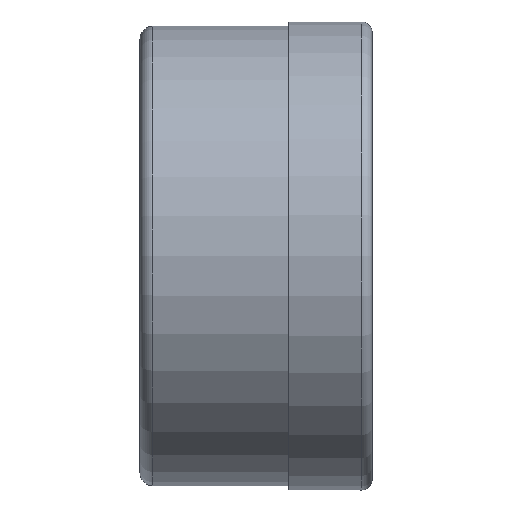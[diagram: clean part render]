
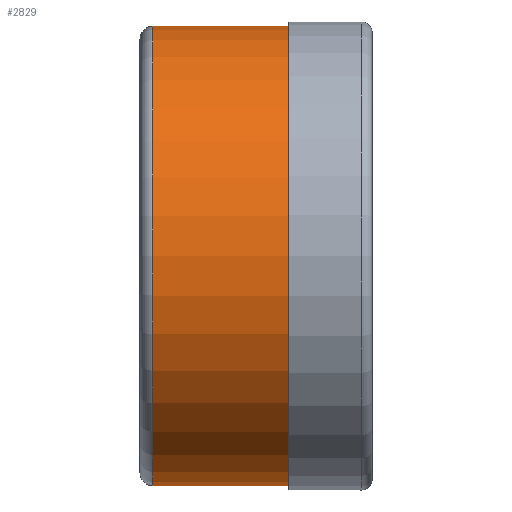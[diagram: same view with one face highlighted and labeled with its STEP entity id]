
A CAD part, top view. The second image highlights one B-rep face of the part: STEP entity #2829.
In plain terms, the highlighted cylindrical face has radius 49.5 mm (diameter 99 mm), a full revolution.
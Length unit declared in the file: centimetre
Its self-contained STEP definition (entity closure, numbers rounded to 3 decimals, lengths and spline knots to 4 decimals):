
#106=LINE('',#3811,#252);
#107=LINE('',#3829,#253);
#252=VECTOR('',#3230,1.3856);
#253=VECTOR('',#3233,1.3856);
#398=B_SPLINE_CURVE_WITH_KNOTS('',3,(#3804,#3805,#3806,#3807,#3808,#3809),
 .UNSPECIFIED.,.F.,.F.,(4,2,4),(4.6379,4.922,5.206),
 .UNSPECIFIED.);
#399=B_SPLINE_CURVE_WITH_KNOTS('',3,(#3813,#3814,#3815,#3816,#3817,#3818),
 .UNSPECIFIED.,.F.,.F.,(4,2,4),(2.669,2.9531,3.2371),
 .UNSPECIFIED.);
#400=B_SPLINE_CURVE_WITH_KNOTS('',3,(#3822,#3823,#3824,#3825,#3826,#3827),
 .UNSPECIFIED.,.F.,.F.,(4,2,4),(0.7004,0.9845,1.2685),
 .UNSPECIFIED.);
#401=B_SPLINE_CURVE_WITH_KNOTS('',3,(#3831,#3832,#3833,#3834,#3835,#3836),
 .UNSPECIFIED.,.F.,.F.,(4,2,4),(6.6066,6.8906,7.1746),
 .UNSPECIFIED.);
#643=FACE_BOUND('',#842,.T.);
#644=FACE_BOUND('',#843,.T.);
#671=FACE_OUTER_BOUND('',#841,.T.);
#841=EDGE_LOOP('',(#1839));
#842=EDGE_LOOP('',(#1840));
#843=EDGE_LOOP('',(#1841,#1842,#1843,#1844,#1845,#1846,#1847,#1848));
#1037=CIRCLE('',#3004,4.95);
#1038=CIRCLE('',#3005,4.95);
#1039=CIRCLE('',#3006,4.95);
#1040=CIRCLE('',#3007,4.95);
#1123=VERTEX_POINT('',#3798);
#1124=VERTEX_POINT('',#3800);
#1125=VERTEX_POINT('',#3802);
#1126=VERTEX_POINT('',#3803);
#1127=VERTEX_POINT('',#3810);
#1128=VERTEX_POINT('',#3812);
#1129=VERTEX_POINT('',#3819);
#1130=VERTEX_POINT('',#3821);
#1131=VERTEX_POINT('',#3828);
#1132=VERTEX_POINT('',#3830);
#1411=EDGE_CURVE('',#1123,#1123,#1037,.T.);
#1412=EDGE_CURVE('',#1124,#1124,#1038,.T.);
#1413=EDGE_CURVE('',#1125,#1126,#398,.T.);
#1414=EDGE_CURVE('',#1127,#1125,#106,.T.);
#1415=EDGE_CURVE('',#1128,#1127,#399,.T.);
#1416=EDGE_CURVE('',#1129,#1128,#1039,.T.);
#1417=EDGE_CURVE('',#1130,#1129,#400,.T.);
#1418=EDGE_CURVE('',#1131,#1130,#107,.T.);
#1419=EDGE_CURVE('',#1132,#1131,#401,.T.);
#1420=EDGE_CURVE('',#1126,#1132,#1040,.T.);
#1839=ORIENTED_EDGE('',*,*,#1411,.F.);
#1840=ORIENTED_EDGE('',*,*,#1412,.T.);
#1841=ORIENTED_EDGE('',*,*,#1413,.F.);
#1842=ORIENTED_EDGE('',*,*,#1414,.F.);
#1843=ORIENTED_EDGE('',*,*,#1415,.F.);
#1844=ORIENTED_EDGE('',*,*,#1416,.F.);
#1845=ORIENTED_EDGE('',*,*,#1417,.F.);
#1846=ORIENTED_EDGE('',*,*,#1418,.F.);
#1847=ORIENTED_EDGE('',*,*,#1419,.F.);
#1848=ORIENTED_EDGE('',*,*,#1420,.F.);
#2693=CYLINDRICAL_SURFACE('',#3003,4.95);
#2829=ADVANCED_FACE('',(#671,#643,#644),#2693,.T.);
#3003=AXIS2_PLACEMENT_3D('',#3797,#3224,#3225);
#3004=AXIS2_PLACEMENT_3D('',#3799,#3226,#3227);
#3005=AXIS2_PLACEMENT_3D('',#3801,#3228,#3229);
#3006=AXIS2_PLACEMENT_3D('',#3820,#3231,#3232);
#3007=AXIS2_PLACEMENT_3D('',#3837,#3234,#3235);
#3224=DIRECTION('center_axis',(-1.,0.,0.));
#3225=DIRECTION('ref_axis',(0.,-1.,0.));
#3226=DIRECTION('center_axis',(-1.,0.,0.));
#3227=DIRECTION('ref_axis',(0.,1.,0.));
#3228=DIRECTION('center_axis',(-1.,0.,0.));
#3229=DIRECTION('ref_axis',(0.,-1.,0.));
#3230=DIRECTION('',(-1.,0.,0.));
#3231=DIRECTION('center_axis',(-1.,0.,0.));
#3232=DIRECTION('ref_axis',(0.,-1.,0.));
#3233=DIRECTION('',(1.,0.,0.));
#3234=DIRECTION('center_axis',(1.,0.,0.));
#3235=DIRECTION('ref_axis',(0.,-1.,0.));
#3797=CARTESIAN_POINT('Origin',(-0.73,0.0903,5.7465));
#3798=CARTESIAN_POINT('',(-2.1675,-4.8597,5.7465));
#3799=CARTESIAN_POINT('Origin',(-2.1675,0.0903,5.7465));
#3800=CARTESIAN_POINT('',(0.7525,5.0403,5.7465));
#3801=CARTESIAN_POINT('Origin',(0.7525,0.0903,5.7465));
#3802=CARTESIAN_POINT('',(-1.5803,-1.0097,0.9203));
#3803=CARTESIAN_POINT('',(-1.9875,-0.6025,0.8453));
#3804=CARTESIAN_POINT('Ctrl Pts',(-1.5803,-1.0097,0.9203));
#3805=CARTESIAN_POINT('Ctrl Pts',(-1.664,-0.957,
0.9083));
#3806=CARTESIAN_POINT('Ctrl Pts',(-1.7403,-0.8953,
0.8952));
#3807=CARTESIAN_POINT('Ctrl Pts',(-1.8731,-0.7626,
0.8701));
#3808=CARTESIAN_POINT('Ctrl Pts',(-1.9347,-0.6863,
0.8571));
#3809=CARTESIAN_POINT('Ctrl Pts',(-1.9875,-0.6025,
0.8453));
#3810=CARTESIAN_POINT('',(-0.1946,-1.0097,0.9203));
#3811=CARTESIAN_POINT('',(-0.73,-1.0097,0.9203));
#3812=CARTESIAN_POINT('',(0.2125,-0.6025,0.8453));
#3813=CARTESIAN_POINT('Ctrl Pts',(0.2125,-0.6025,
0.8453));
#3814=CARTESIAN_POINT('Ctrl Pts',(0.1598,-0.6863,0.8571));
#3815=CARTESIAN_POINT('Ctrl Pts',(0.0981,-0.7626,
0.8701));
#3816=CARTESIAN_POINT('Ctrl Pts',(-0.0346,-0.8953,
0.8952));
#3817=CARTESIAN_POINT('Ctrl Pts',(-0.111,-0.957,
0.9083));
#3818=CARTESIAN_POINT('Ctrl Pts',(-0.1946,-1.0097,0.9203));
#3819=CARTESIAN_POINT('',(0.2125,0.7831,0.8453));
#3820=CARTESIAN_POINT('Origin',(0.2125,0.0903,5.7465));
#3821=CARTESIAN_POINT('',(-0.1946,1.1903,0.9203));
#3822=CARTESIAN_POINT('Ctrl Pts',(-0.1946,1.1903,0.9203));
#3823=CARTESIAN_POINT('Ctrl Pts',(-0.111,1.1376,0.9083));
#3824=CARTESIAN_POINT('Ctrl Pts',(-0.0346,1.0759,
0.8952));
#3825=CARTESIAN_POINT('Ctrl Pts',(0.0981,0.9432,
0.8701));
#3826=CARTESIAN_POINT('Ctrl Pts',(0.1598,0.8668,0.8571));
#3827=CARTESIAN_POINT('Ctrl Pts',(0.2125,0.7831,0.8453));
#3828=CARTESIAN_POINT('',(-1.5803,1.1903,0.9203));
#3829=CARTESIAN_POINT('',(-0.73,1.1903,0.9203));
#3830=CARTESIAN_POINT('',(-1.9875,0.7831,0.8453));
#3831=CARTESIAN_POINT('Ctrl Pts',(-1.9875,0.7831,0.8453));
#3832=CARTESIAN_POINT('Ctrl Pts',(-1.9347,0.8668,0.8571));
#3833=CARTESIAN_POINT('Ctrl Pts',(-1.8731,0.9432,0.8701));
#3834=CARTESIAN_POINT('Ctrl Pts',(-1.7403,1.0759,0.8952));
#3835=CARTESIAN_POINT('Ctrl Pts',(-1.664,1.1376,0.9083));
#3836=CARTESIAN_POINT('Ctrl Pts',(-1.5803,1.1903,0.9203));
#3837=CARTESIAN_POINT('Origin',(-1.9875,0.0903,5.7465));
